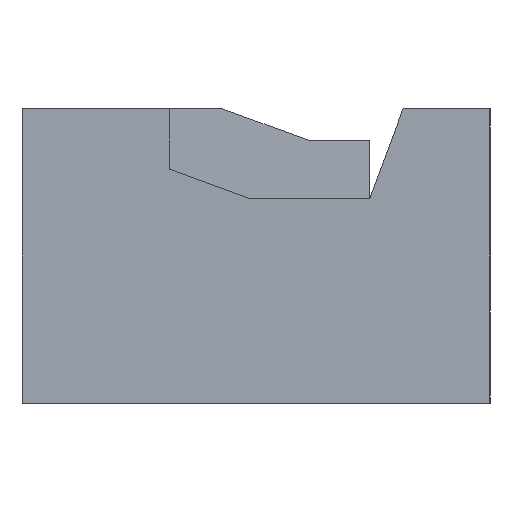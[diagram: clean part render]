
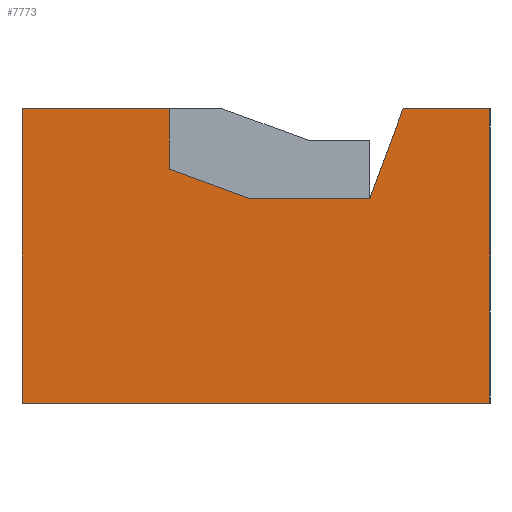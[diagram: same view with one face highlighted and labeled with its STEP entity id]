
A CAD part, left-side view. The second image highlights one B-rep face of the part: STEP entity #7773.
In plain terms, the highlighted planar face has unit normal (-1, 0, 0).
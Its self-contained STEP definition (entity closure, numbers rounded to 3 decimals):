
#1=DIRECTION('',(0.,-1.,0.));
#2=VECTOR('',#1,3.5);
#3=CARTESIAN_POINT('',(-7.15,1.75,-1.1));
#4=LINE('',#3,#2);
#17=DIRECTION('',(0.,0.349,-0.937));
#18=VECTOR('',#17,0.715);
#19=CARTESIAN_POINT('',(-7.15,-1.1,1.1));
#20=LINE('',#19,#18);
#21=DIRECTION('',(0.,0.,1.));
#22=VECTOR('',#21,2.2);
#23=CARTESIAN_POINT('',(-7.15,1.75,-1.1));
#24=LINE('',#23,#22);
#25=DIRECTION('',(0.,0.,-1.));
#26=VECTOR('',#25,0.45);
#27=CARTESIAN_POINT('',(-7.15,0.65,1.1));
#28=LINE('',#27,#26);
#29=DIRECTION('',(0.,0.939,0.345));
#30=VECTOR('',#29,0.639);
#31=CARTESIAN_POINT('',(-7.15,0.05,0.43));
#32=LINE('',#31,#30);
#33=DIRECTION('',(0.,1.,0.));
#34=VECTOR('',#33,0.9);
#35=CARTESIAN_POINT('',(-7.15,-0.85,0.43));
#36=LINE('',#35,#34);
#301=DIRECTION('',(0.,-1.,0.));
#302=VECTOR('',#301,0.65);
#303=CARTESIAN_POINT('',(-7.15,-1.1,1.1));
#304=LINE('',#303,#302);
#333=DIRECTION('',(0.,-1.,0.));
#334=VECTOR('',#333,1.1);
#335=CARTESIAN_POINT('',(-7.15,1.75,1.1));
#336=LINE('',#335,#334);
#533=DIRECTION('',(0.,0.,1.));
#534=VECTOR('',#533,2.2);
#535=CARTESIAN_POINT('',(-7.15,-1.75,-1.1));
#536=LINE('',#535,#534);
#5877=CARTESIAN_POINT('',(-7.15,1.75,-1.1));
#5878=CARTESIAN_POINT('',(-7.15,-1.75,-1.1));
#5879=VERTEX_POINT('',#5877);
#5880=VERTEX_POINT('',#5878);
#5885=CARTESIAN_POINT('',(-7.15,-1.75,1.1));
#5887=VERTEX_POINT('',#5885);
#5890=CARTESIAN_POINT('',(-7.15,1.75,1.1));
#5892=VERTEX_POINT('',#5890);
#5909=CARTESIAN_POINT('',(-7.15,-1.1,1.1));
#5910=CARTESIAN_POINT('',(-7.15,-0.85,0.43));
#5911=VERTEX_POINT('',#5909);
#5912=VERTEX_POINT('',#5910);
#5913=CARTESIAN_POINT('',(-7.15,0.05,0.43));
#5914=VERTEX_POINT('',#5913);
#5915=CARTESIAN_POINT('',(-7.15,0.65,0.65));
#5916=VERTEX_POINT('',#5915);
#5917=CARTESIAN_POINT('',(-7.15,0.65,1.1));
#5918=VERTEX_POINT('',#5917);
#7749=CARTESIAN_POINT('',(-7.15,1.75,-1.1));
#7750=DIRECTION('',(-1.,0.,0.));
#7751=DIRECTION('',(0.,-1.,0.));
#7752=AXIS2_PLACEMENT_3D('',#7749,#7750,#7751);
#7753=PLANE('',#7752);
#7755=ORIENTED_EDGE('',*,*,#7754,.F.);
#7757=ORIENTED_EDGE('',*,*,#7756,.T.);
#7759=ORIENTED_EDGE('',*,*,#7758,.F.);
#7760=ORIENTED_EDGE('',*,*,#7738,.F.);
#7762=ORIENTED_EDGE('',*,*,#7761,.T.);
#7764=ORIENTED_EDGE('',*,*,#7763,.T.);
#7766=ORIENTED_EDGE('',*,*,#7765,.T.);
#7768=ORIENTED_EDGE('',*,*,#7767,.F.);
#7770=ORIENTED_EDGE('',*,*,#7769,.F.);
#7771=EDGE_LOOP('',(#7755,#7757,#7759,#7760,#7762,#7764,#7766,#7768,#7770));
#7772=FACE_OUTER_BOUND('',#7771,.F.);
#7773=ADVANCED_FACE('',(#7772),#7753,.T.);
#7738=EDGE_CURVE('',#5879,#5880,#4,.T.);
#7754=EDGE_CURVE('',#5911,#5912,#20,.T.);
#7756=EDGE_CURVE('',#5911,#5887,#304,.T.);
#7758=EDGE_CURVE('',#5880,#5887,#536,.T.);
#7761=EDGE_CURVE('',#5879,#5892,#24,.T.);
#7763=EDGE_CURVE('',#5892,#5918,#336,.T.);
#7765=EDGE_CURVE('',#5918,#5916,#28,.T.);
#7767=EDGE_CURVE('',#5914,#5916,#32,.T.);
#7769=EDGE_CURVE('',#5912,#5914,#36,.T.);
